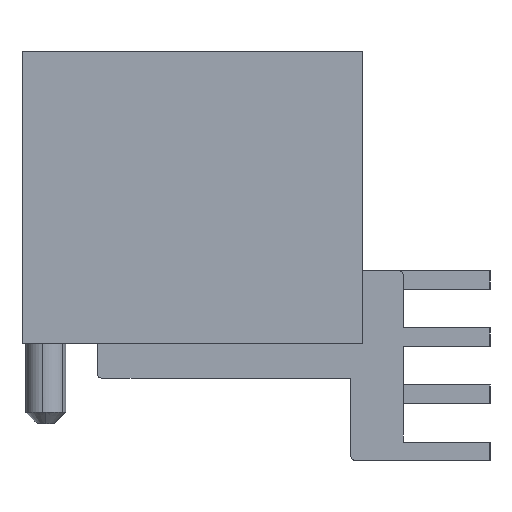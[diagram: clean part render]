
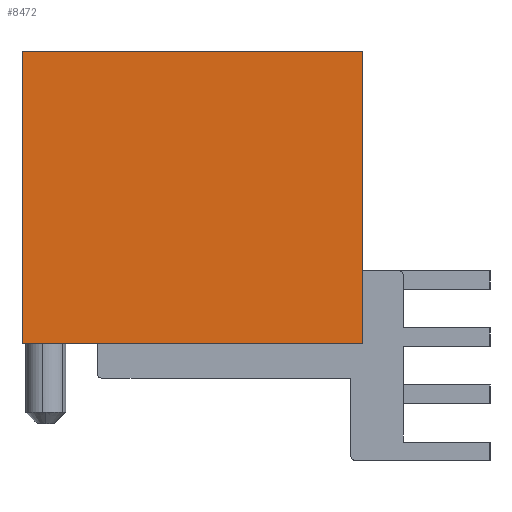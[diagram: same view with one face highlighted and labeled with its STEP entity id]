
A CAD part, left-side view. The second image highlights one B-rep face of the part: STEP entity #8472.
In plain terms, the highlighted planar face has unit normal (-1, 0, 0).
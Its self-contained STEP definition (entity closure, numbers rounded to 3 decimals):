
#35=DIRECTION('',(0.,-1.,0.));
#36=VECTOR('',#35,14.9);
#37=CARTESIAN_POINT('',(-21.15,7.45,0.));
#38=LINE('',#37,#36);
#1101=DIRECTION('',(0.,1.,0.));
#1102=VECTOR('',#1101,14.9);
#1103=CARTESIAN_POINT('',(-21.15,-7.45,-12.8));
#1104=LINE('',#1103,#1102);
#1133=DIRECTION('',(0.,0.,-1.));
#1134=VECTOR('',#1133,12.8);
#1135=CARTESIAN_POINT('',(-21.15,7.45,0.));
#1136=LINE('',#1135,#1134);
#1169=DIRECTION('',(0.,0.,-1.));
#1170=VECTOR('',#1169,12.8);
#1171=CARTESIAN_POINT('',(-21.15,-7.45,0.));
#1172=LINE('',#1171,#1170);
#5603=CARTESIAN_POINT('',(-21.15,7.45,0.));
#5604=CARTESIAN_POINT('',(-21.15,-7.45,0.));
#5605=VERTEX_POINT('',#5603);
#5606=VERTEX_POINT('',#5604);
#5681=CARTESIAN_POINT('',(-21.15,-7.45,-12.8));
#5682=VERTEX_POINT('',#5681);
#5683=CARTESIAN_POINT('',(-21.15,7.45,-12.8));
#5684=VERTEX_POINT('',#5683);
#8461=CARTESIAN_POINT('',(-21.15,7.45,0.));
#8462=DIRECTION('',(-1.,0.,0.));
#8463=DIRECTION('',(0.,-1.,0.));
#8464=AXIS2_PLACEMENT_3D('',#8461,#8462,#8463);
#8465=PLANE('',#8464);
#8466=ORIENTED_EDGE('',*,*,#7713,.T.);
#8467=ORIENTED_EDGE('',*,*,#8356,.T.);
#8468=ORIENTED_EDGE('',*,*,#8400,.F.);
#8469=ORIENTED_EDGE('',*,*,#7432,.T.);
#8470=EDGE_LOOP('',(#8466,#8467,#8468,#8469));
#8471=FACE_OUTER_BOUND('',#8470,.F.);
#7432=EDGE_CURVE('',#5605,#5606,#38,.T.);
#7713=EDGE_CURVE('',#5606,#5682,#1172,.T.);
#8356=EDGE_CURVE('',#5682,#5684,#1104,.T.);
#8400=EDGE_CURVE('',#5605,#5684,#1136,.T.);
#8472=ADVANCED_FACE('',(#8471),#8465,.T.);
